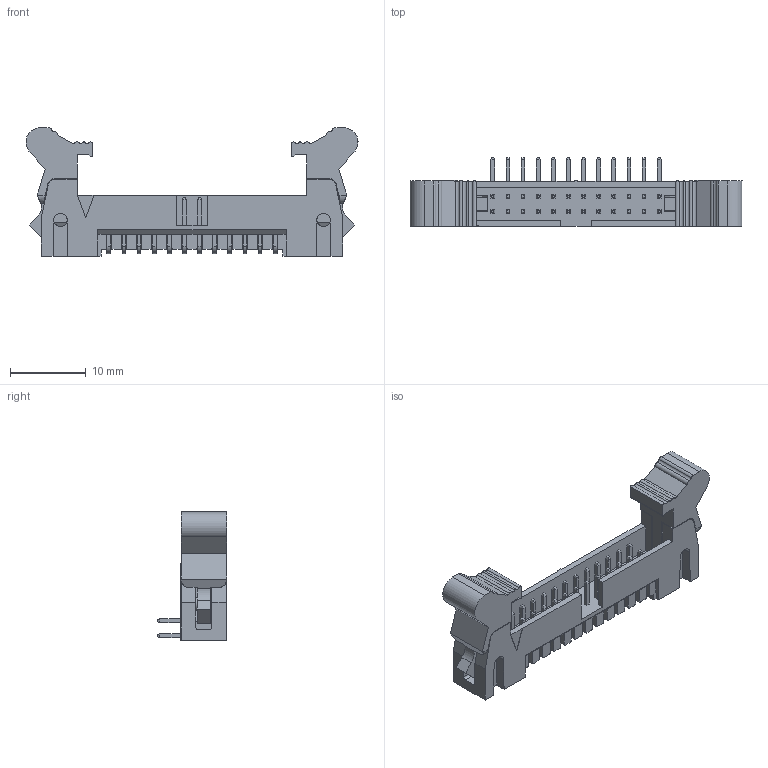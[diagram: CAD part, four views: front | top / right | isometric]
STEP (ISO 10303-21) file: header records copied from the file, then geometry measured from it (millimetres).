
FILE_DESCRIPTION( ('This file contains a STEP AP42 implementation' ,'as created by ZW3D STEP Interface translator.') ,'2;1' );
FILE_NAME( '3220-XXRXXBSX1.stp' ,'231127.145311', (''), ('ZWCAD Software Co.'), 'Version 1.0', 'ZW3D to STEP translator', '' );
FILE_SCHEMA(('AUTOMOTIVE_DESIGN { 1 0 10303 214 1 1 1 1 }'));
Length unit declared in the file: millimetre
Products named in the file (2): 0; 3220-24RG0BST1
Bounding box: 43.9 x 9.12 x 17 mm (x, y, z)
Volume: 1668.4 mm3; surface area: 3164.1 mm2
Topology: 1 solids, 1 shells, 1161 faces, 2976 edges, 1831 vertices
Faces by surface type: plane 961, cylinder 196, cone 4
Full cylindrical faces by diameter (mm): 1 x4, 1.75 x4
Entity records: 35701 total; most frequent: CARTESIAN_POINT 6309, ORIENTED_EDGE 5952, DIRECTION 5636, EDGE_CURVE 2976, VECTOR 2488, LINE 2488, VERTEX_POINT 1831, AXIS2_PLACEMENT_3D 1574
